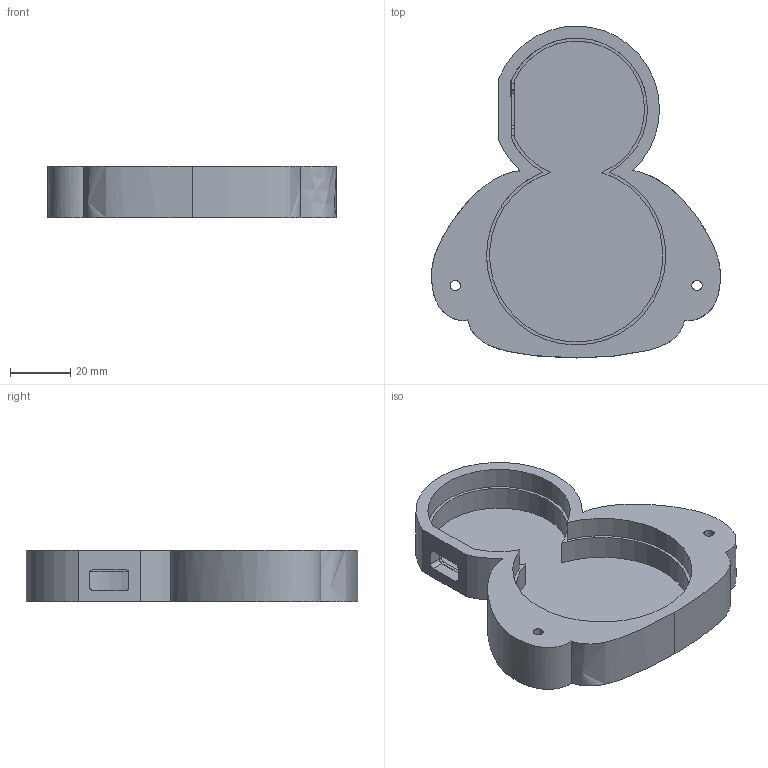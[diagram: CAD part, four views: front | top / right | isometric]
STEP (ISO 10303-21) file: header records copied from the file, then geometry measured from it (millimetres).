
FILE_DESCRIPTION(/* description */ (''),/* implementation_level */ '2;1');
FILE_NAME(/* name */ 'bottom_case.step',/* time_stamp */ '2025-12-29T20:29:39+04:00',/* author */ (''),/* organization */ (''),/* preprocessor_version */ 'ST-DEVELOPER v20.1',/* originating_system */ 'Autodesk Translation Framework v14.21.0.0',/* authorisation */ '');
FILE_SCHEMA (('AUTOMOTIVE_DESIGN { 1 0 10303 214 3 1 1 }'));
Length unit declared in the file: millimetre
Products named in the file (1): 2025-12-29-19-42-07-630
Bounding box: 95.67 x 109.93 x 17 mm (x, y, z)
Volume: 54314.9 mm3; surface area: 29749.5 mm2
Topology: 2 solids, 2 shells, 293 faces, 820 edges, 549 vertices
Faces by surface type: bspline 165, plane 104, cylinder 24
Full cylindrical faces by diameter (mm): 3.4 x2, 6 x2
Entity records: 11872 total; most frequent: CARTESIAN_POINT 5399, ORIENTED_EDGE 1640, EDGE_CURVE 820, DIRECTION 783, VERTEX_POINT 549, LINE 429, VECTOR 429, B_SPLINE_CURVE_WITH_KNOTS 337
